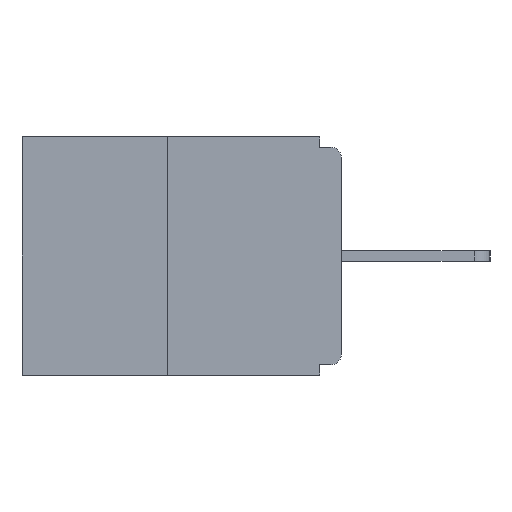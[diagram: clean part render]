
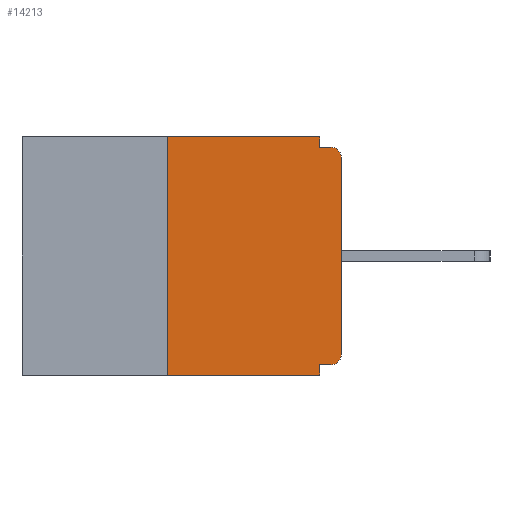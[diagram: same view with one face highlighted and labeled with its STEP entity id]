
A CAD part, left-side view. The second image highlights one B-rep face of the part: STEP entity #14213.
In plain terms, the highlighted planar face has unit normal (-1, 0, 0).
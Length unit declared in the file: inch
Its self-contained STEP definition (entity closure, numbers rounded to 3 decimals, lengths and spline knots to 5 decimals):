
#332 = DIRECTION ( 'NONE',  ( 0., 1., 0. ) ) ;
#1693 = ORIENTED_EDGE ( 'NONE', *, *, #7980, .F. ) ;
#2051 = CARTESIAN_POINT ( 'NONE',  ( 0., 0., -0.015 ) ) ;
#2210 = CARTESIAN_POINT ( 'NONE',  ( 0., 0.46, -0.343 ) ) ;
#2990 = EDGE_CURVE ( 'NONE', #22407, #14534, #6006, .T. ) ;
#3079 = CARTESIAN_POINT ( 'NONE',  ( 0., 0.25, 0. ) ) ;
#3186 = VERTEX_POINT ( 'NONE', #5742 ) ;
#4316 = EDGE_LOOP ( 'NONE', ( #9581, #12700, #5502, #12036, #1693, #18324, #19280, #4683, #16541, #9636 ) ) ;
#4683 = ORIENTED_EDGE ( 'NONE', *, *, #8366, .T. ) ;
#5026 = CARTESIAN_POINT ( 'NONE',  ( 0., 0.031, -0.328 ) ) ;
#5113 = DIRECTION ( 'NONE',  ( 0., 0., -1. ) ) ;
#5502 = ORIENTED_EDGE ( 'NONE', *, *, #22467, .T. ) ;
#5742 = CARTESIAN_POINT ( 'NONE',  ( 0., 0.031, -0.015 ) ) ;
#5771 = DIRECTION ( 'NONE',  ( 0., 0., 1. ) ) ;
#5857 = VECTOR ( 'NONE', #16446, 39.37008 ) ;
#6006 = CIRCLE ( 'NONE', #23083, 0.015 ) ;
#6848 = CARTESIAN_POINT ( 'NONE',  ( 0., 0.46, 0. ) ) ;
#7093 = DIRECTION ( 'NONE',  ( 0., 0., -1. ) ) ;
#7980 = EDGE_CURVE ( 'NONE', #22407, #15844, #13168, .T. ) ;
#8027 = DIRECTION ( 'NONE',  ( 0., -1., 0. ) ) ;
#8366 = EDGE_CURVE ( 'NONE', #9643, #10190, #14621, .T. ) ;
#8426 = VERTEX_POINT ( 'NONE', #9349 ) ;
#8500 = DIRECTION ( 'NONE',  ( 0., -1., 0. ) ) ;
#8760 = CARTESIAN_POINT ( 'NONE',  ( 0., 0., -0.03 ) ) ;
#8867 = DIRECTION ( 'NONE',  ( -1., 0., 0. ) ) ;
#8921 = CARTESIAN_POINT ( 'NONE',  ( 0., 0.031, -0.343 ) ) ;
#9198 = LINE ( 'NONE', #2051, #5857 ) ;
#9349 = CARTESIAN_POINT ( 'NONE',  ( 0., 0.031, 0. ) ) ;
#9502 = FACE_OUTER_BOUND ( 'NONE', #4316, .T. ) ;
#9581 = ORIENTED_EDGE ( 'NONE', *, *, #10819, .F. ) ;
#9636 = ORIENTED_EDGE ( 'NONE', *, *, #23122, .F. ) ;
#9643 = VERTEX_POINT ( 'NONE', #8760 ) ;
#10190 = VERTEX_POINT ( 'NONE', #18483 ) ;
#10819 = EDGE_CURVE ( 'NONE', #17753, #8426, #13981, .T. ) ;
#10981 = CARTESIAN_POINT ( 'NONE',  ( 0., 0.031, -0.343 ) ) ;
#11300 = VECTOR ( 'NONE', #5771, 39.37008 ) ;
#11499 = PLANE ( 'NONE',  #11526 ) ;
#11526 = AXIS2_PLACEMENT_3D ( 'NONE', #18769, #11747, #13056 ) ;
#11746 = EDGE_CURVE ( 'NONE', #15844, #22780, #23175, .T. ) ;
#11747 = DIRECTION ( 'NONE',  ( 1., 0., 0. ) ) ;
#12036 = ORIENTED_EDGE ( 'NONE', *, *, #11746, .F. ) ;
#12700 = ORIENTED_EDGE ( 'NONE', *, *, #13486, .F. ) ;
#12834 = CARTESIAN_POINT ( 'NONE',  ( 0., 0., -0.313 ) ) ;
#13056 = DIRECTION ( 'NONE',  ( 0., 0., -1. ) ) ;
#13168 = LINE ( 'NONE', #14721, #23329 ) ;
#13197 = VECTOR ( 'NONE', #5113, 39.37008 ) ;
#13359 = DIRECTION ( 'NONE',  ( -1., 0., 0. ) ) ;
#13486 = EDGE_CURVE ( 'NONE', #22708, #17753, #14019, .T. ) ;
#13576 = LINE ( 'NONE', #19056, #14572 ) ;
#13874 = AXIS2_PLACEMENT_3D ( 'NONE', #19701, #8867, #7093 ) ;
#13907 = EDGE_CURVE ( 'NONE', #3186, #10190, #9198, .T. ) ;
#13938 = DIRECTION ( 'NONE',  ( 0., 0., -1. ) ) ;
#13981 = LINE ( 'NONE', #6848, #14301 ) ;
#14019 = LINE ( 'NONE', #21261, #16842 ) ;
#14213 = ADVANCED_FACE ( 'NONE', ( #9502 ), #11499, .F. ) ;
#14301 = VECTOR ( 'NONE', #8500, 39.37008 ) ;
#14313 = CARTESIAN_POINT ( 'NONE',  ( 0., 0.25, -0.343 ) ) ;
#14534 = VERTEX_POINT ( 'NONE', #12834 ) ;
#14571 = CARTESIAN_POINT ( 'NONE',  ( 0., 0., 0. ) ) ;
#14572 = VECTOR ( 'NONE', #13938, 39.37008 ) ;
#14621 = CIRCLE ( 'NONE', #13874, 0.015 ) ;
#14694 = CARTESIAN_POINT ( 'NONE',  ( 0., 0.015, -0.328 ) ) ;
#14721 = CARTESIAN_POINT ( 'NONE',  ( 0., 0., -0.328 ) ) ;
#15300 = VECTOR ( 'NONE', #8027, 39.37008 ) ;
#15387 = CARTESIAN_POINT ( 'NONE',  ( 0., 0.015, -0.313 ) ) ;
#15844 = VERTEX_POINT ( 'NONE', #5026 ) ;
#16446 = DIRECTION ( 'NONE',  ( 0., -1., 0. ) ) ;
#16541 = ORIENTED_EDGE ( 'NONE', *, *, #13907, .F. ) ;
#16842 = VECTOR ( 'NONE', #17931, 39.37008 ) ;
#17753 = VERTEX_POINT ( 'NONE', #3079 ) ;
#17931 = DIRECTION ( 'NONE',  ( 0., 0., 1. ) ) ;
#18324 = ORIENTED_EDGE ( 'NONE', *, *, #2990, .T. ) ;
#18483 = CARTESIAN_POINT ( 'NONE',  ( 0., 0.015, -0.015 ) ) ;
#18769 = CARTESIAN_POINT ( 'NONE',  ( 0., 0.46, 0. ) ) ;
#18849 = LINE ( 'NONE', #2210, #15300 ) ;
#19016 = EDGE_CURVE ( 'NONE', #14534, #9643, #22049, .T. ) ;
#19056 = CARTESIAN_POINT ( 'NONE',  ( 0., 0.031, 0. ) ) ;
#19280 = ORIENTED_EDGE ( 'NONE', *, *, #19016, .T. ) ;
#19701 = CARTESIAN_POINT ( 'NONE',  ( 0., 0.015, -0.03 ) ) ;
#20604 = DIRECTION ( 'NONE',  ( 0., 0., -1. ) ) ;
#21261 = CARTESIAN_POINT ( 'NONE',  ( 0., 0.25, 0. ) ) ;
#22049 = LINE ( 'NONE', #14571, #11300 ) ;
#22407 = VERTEX_POINT ( 'NONE', #14694 ) ;
#22467 = EDGE_CURVE ( 'NONE', #22708, #22780, #18849, .T. ) ;
#22708 = VERTEX_POINT ( 'NONE', #14313 ) ;
#22780 = VERTEX_POINT ( 'NONE', #10981 ) ;
#23083 = AXIS2_PLACEMENT_3D ( 'NONE', #15387, #13359, #20604 ) ;
#23122 = EDGE_CURVE ( 'NONE', #8426, #3186, #13576, .T. ) ;
#23175 = LINE ( 'NONE', #8921, #13197 ) ;
#23329 = VECTOR ( 'NONE', #332, 39.37008 ) ;
